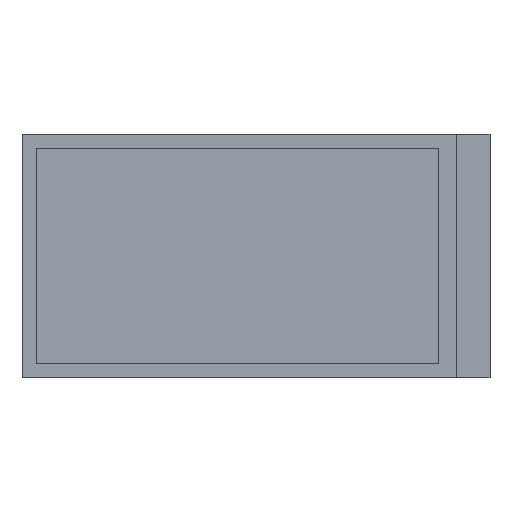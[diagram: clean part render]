
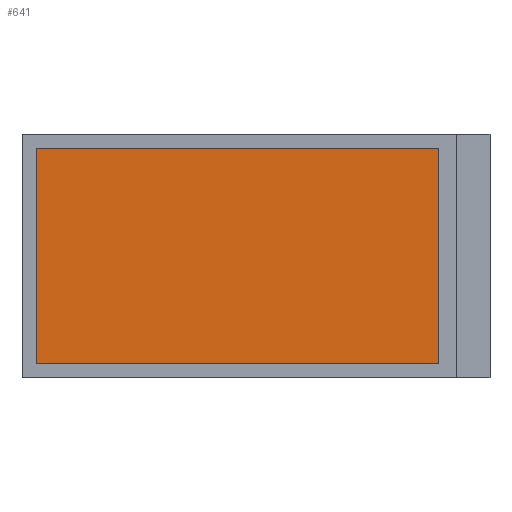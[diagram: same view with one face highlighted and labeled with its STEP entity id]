
A CAD part, top view. The second image highlights one B-rep face of the part: STEP entity #641.
In plain terms, the highlighted planar face has unit normal (0, 0, 1).
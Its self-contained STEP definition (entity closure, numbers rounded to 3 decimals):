
#521 = EDGE_CURVE('',#522,#524,#526,.T.);
#522 = VERTEX_POINT('',#523);
#523 = CARTESIAN_POINT('',(50.3,24.8,0.));
#524 = VERTEX_POINT('',#525);
#525 = CARTESIAN_POINT('',(7.3,24.8,0.));
#526 = LINE('',#527,#528);
#527 = CARTESIAN_POINT('',(50.3,24.8,0.));
#528 = VECTOR('',#529,1.);
#529 = DIRECTION('',(-1.,0.,0.));
#561 = EDGE_CURVE('',#524,#562,#564,.T.);
#562 = VERTEX_POINT('',#563);
#563 = CARTESIAN_POINT('',(7.3,1.8,0.));
#564 = LINE('',#565,#566);
#565 = CARTESIAN_POINT('',(7.3,24.8,0.));
#566 = VECTOR('',#567,1.);
#567 = DIRECTION('',(0.,-1.,0.));
#592 = EDGE_CURVE('',#562,#593,#595,.T.);
#593 = VERTEX_POINT('',#594);
#594 = CARTESIAN_POINT('',(50.3,1.8,0.));
#595 = LINE('',#596,#597);
#596 = CARTESIAN_POINT('',(7.3,1.8,0.));
#597 = VECTOR('',#598,1.);
#598 = DIRECTION('',(1.,0.,0.));
#623 = EDGE_CURVE('',#593,#522,#624,.T.);
#624 = LINE('',#625,#626);
#625 = CARTESIAN_POINT('',(50.3,1.8,0.));
#626 = VECTOR('',#627,1.);
#627 = DIRECTION('',(0.,1.,0.));
#641 = ADVANCED_FACE('',(#642),#648,.T.);
#642 = FACE_BOUND('',#643,.T.);
#643 = EDGE_LOOP('',(#644,#645,#646,#647));
#644 = ORIENTED_EDGE('',*,*,#623,.T.);
#645 = ORIENTED_EDGE('',*,*,#521,.T.);
#646 = ORIENTED_EDGE('',*,*,#561,.T.);
#647 = ORIENTED_EDGE('',*,*,#592,.T.);
#648 = PLANE('',#649);
#649 = AXIS2_PLACEMENT_3D('',#650,#651,#652);
#650 = CARTESIAN_POINT('',(28.8,13.3,0.));
#651 = DIRECTION('',(0.,0.,1.));
#652 = DIRECTION('',(1.,0.,-0.));
